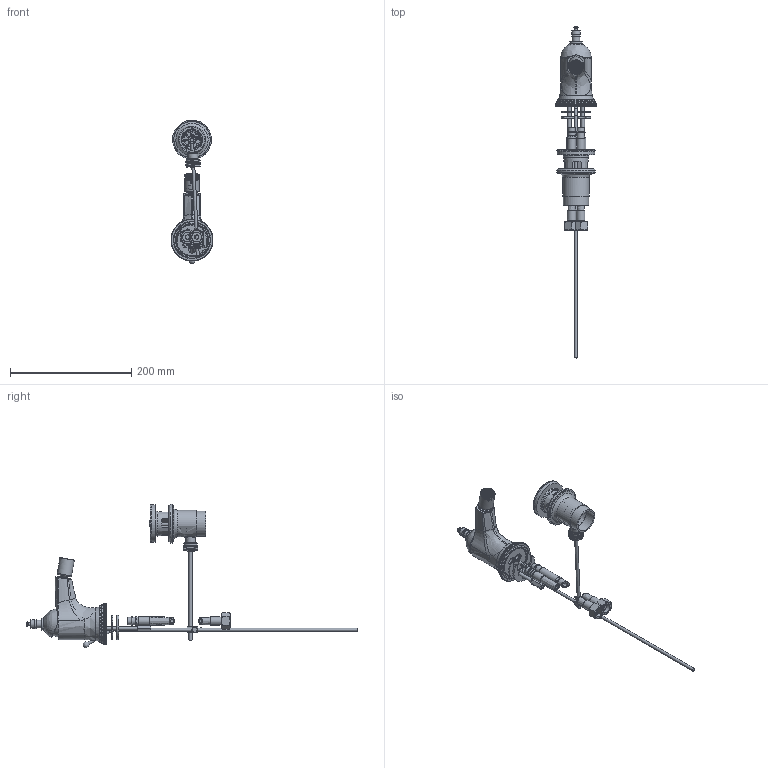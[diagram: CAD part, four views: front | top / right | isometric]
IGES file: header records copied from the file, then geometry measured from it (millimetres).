
Global section: file name: V619; native system: Autodesk Inventor 2018; preprocessor: unknown; author: adaniels; date: 20190709.143314; units: millimetre
Bounding box: 68.99 x 547.25 x 236.87 mm (x, y, z)
Volume: 326340.1 mm3; surface area: 203390.2 mm2
Topology: 40 solids, 44 shells, 3621 faces, 9503 edges, 6282 vertices
Faces by surface type: bspline 3621
